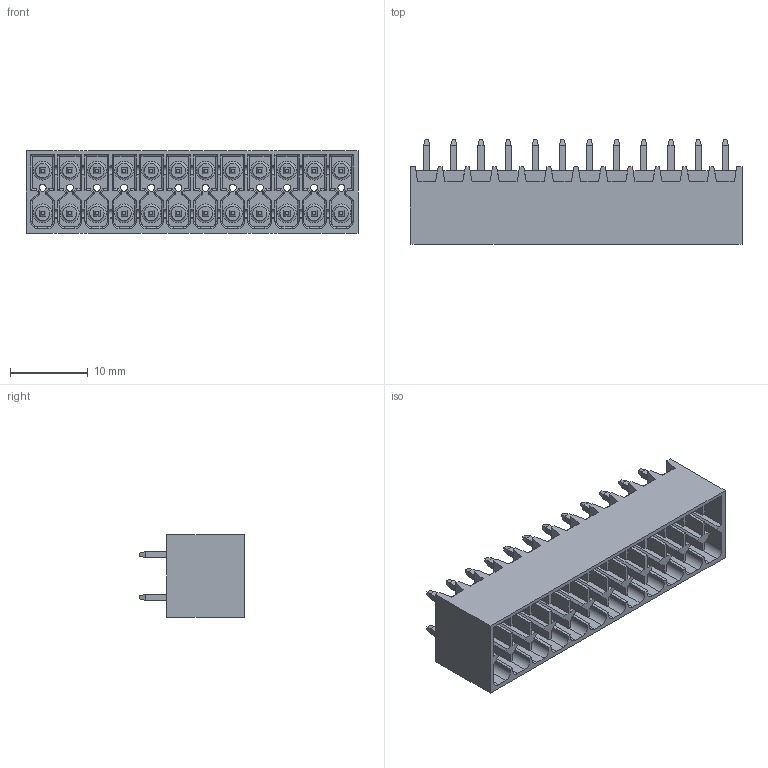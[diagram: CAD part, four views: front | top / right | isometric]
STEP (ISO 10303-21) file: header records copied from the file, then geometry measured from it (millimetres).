
FILE_DESCRIPTION(/* description */ ('Unknown'),/* implementation_level */ '2;1');
FILE_NAME(/* name */ '691378100024',/* time_stamp */ '2024-07-12T14:05:45+02:00',/* author */ ('Unknown'),/* organization */ ('Unknown'),/* preprocessor_version */ 'ST-DEVELOPER v19.4',/* originating_system */ 'Solid Edge',/* authorisation */ 'Unknown');
FILE_SCHEMA (('AUTOMOTIVE_DESIGN {1 0 10303 214 3 1 1}'));
Length unit declared in the file: millimetre
Products named in the file (3): 6913781000xx; 691378100024; 6913781000xx_Pin
Assembly tree (25 placements, depth 2):
  6913781000xx
    691378100024
    6913781000xx_Pin  x24
Bounding box: 42.8 x 13.5 x 10.6 mm (x, y, z)
Volume: 1832.6 mm3; surface area: 5678.9 mm2
Topology: 25 solids, 25 shells, 1235 faces, 3000 edges, 1840 vertices
Faces by surface type: plane 913, cylinder 250, torus 72
Full cylindrical faces by diameter (mm): 0.9 x12, 1.83 x24
Entity records: 27166 total; most frequent: CARTESIAN_POINT 4731, DIRECTION 4578, ORIENTED_EDGE 4544, EDGE_CURVE 2272, LINE 1796, VECTOR 1796, VERTEX_POINT 1448, AXIS2_PLACEMENT_3D 1391
